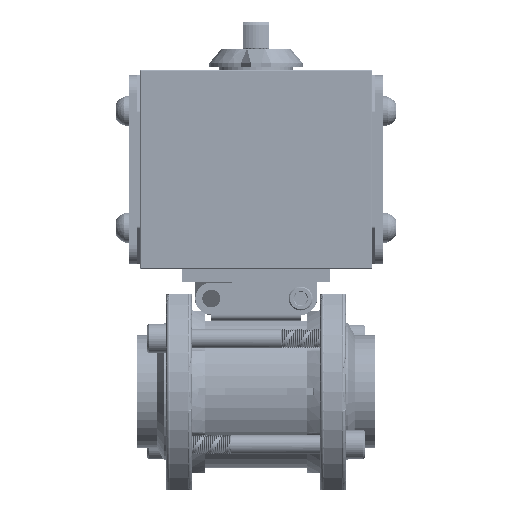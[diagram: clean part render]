
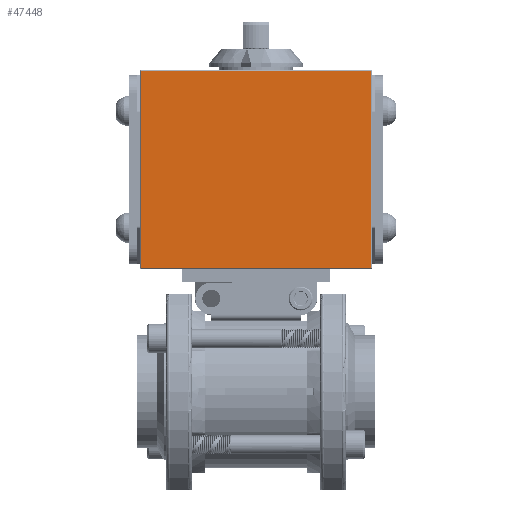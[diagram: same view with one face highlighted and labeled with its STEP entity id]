
A CAD part, top view. The second image highlights one B-rep face of the part: STEP entity #47448.
In plain terms, the highlighted planar face has unit normal (0, 0, 1).
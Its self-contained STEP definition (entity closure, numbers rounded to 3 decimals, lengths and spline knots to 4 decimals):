
#1629 = CARTESIAN_POINT ( 'NONE',  ( -2.253, 6.283, 1.55 ) ) ;
#6328 = VERTEX_POINT ( 'NONE', #97007 ) ;
#8754 = ORIENTED_EDGE ( 'NONE', *, *, #121991, .T. ) ;
#9541 = DIRECTION ( 'NONE',  ( 0., -1., 0. ) ) ;
#9601 = LINE ( 'NONE', #15638, #49475 ) ;
#14131 = VECTOR ( 'NONE', #61354, 39.3701 ) ;
#15638 = CARTESIAN_POINT ( 'NONE',  ( -2.273, 2.423, 1.55 ) ) ;
#17119 = DIRECTION ( 'NONE',  ( -1., 0., 0. ) ) ;
#20337 = CARTESIAN_POINT ( 'NONE',  ( 2.253, 6.283, 1.55 ) ) ;
#21763 = PLANE ( 'NONE',  #109157 ) ;
#29103 = DIRECTION ( 'NONE',  ( 1., 0., 0. ) ) ;
#32687 = EDGE_CURVE ( 'NONE', #121590, #6328, #146577, .T. ) ;
#42408 = ORIENTED_EDGE ( 'NONE', *, *, #81806, .T. ) ;
#45565 = LINE ( 'NONE', #128690, #14131 ) ;
#47448 = ADVANCED_FACE ( 'NONE', ( #84659 ), #21763, .F. ) ;
#47511 = CARTESIAN_POINT ( 'NONE',  ( -2.273, 6.303, 1.55 ) ) ;
#49410 = CARTESIAN_POINT ( 'NONE',  ( -2.253, 2.403, 1.55 ) ) ;
#49475 = VECTOR ( 'NONE', #29103, 39.3701 ) ;
#50165 = EDGE_LOOP ( 'NONE', ( #8754, #99872, #64692, #42408 ) ) ;
#50673 = CARTESIAN_POINT ( 'NONE',  ( 2.253, 2.423, 1.55 ) ) ;
#52336 = EDGE_CURVE ( 'NONE', #136608, #121590, #97672, .T. ) ;
#61354 = DIRECTION ( 'NONE',  ( 0., 1., 0. ) ) ;
#62116 = VECTOR ( 'NONE', #17119, 39.3701 ) ;
#64692 = ORIENTED_EDGE ( 'NONE', *, *, #32687, .T. ) ;
#77179 = VERTEX_POINT ( 'NONE', #50673 ) ;
#81806 = EDGE_CURVE ( 'NONE', #6328, #77179, #9601, .T. ) ;
#83912 = CARTESIAN_POINT ( 'NONE',  ( -2.273, 6.283, 1.55 ) ) ;
#84659 = FACE_OUTER_BOUND ( 'NONE', #50165, .T. ) ;
#97007 = CARTESIAN_POINT ( 'NONE',  ( -2.253, 2.423, 1.55 ) ) ;
#97672 = LINE ( 'NONE', #83912, #62116 ) ;
#99872 = ORIENTED_EDGE ( 'NONE', *, *, #52336, .T. ) ;
#109157 = AXIS2_PLACEMENT_3D ( 'NONE', #47511, #141763, #115437 ) ;
#115437 = DIRECTION ( 'NONE',  ( 0., -1., 0. ) ) ;
#121590 = VERTEX_POINT ( 'NONE', #1629 ) ;
#121991 = EDGE_CURVE ( 'NONE', #77179, #136608, #45565, .T. ) ;
#128690 = CARTESIAN_POINT ( 'NONE',  ( 2.253, 6.303, 1.55 ) ) ;
#136608 = VERTEX_POINT ( 'NONE', #20337 ) ;
#141763 = DIRECTION ( 'NONE',  ( 0., 0., -1. ) ) ;
#142386 = VECTOR ( 'NONE', #9541, 39.3701 ) ;
#146577 = LINE ( 'NONE', #49410, #142386 ) ;
